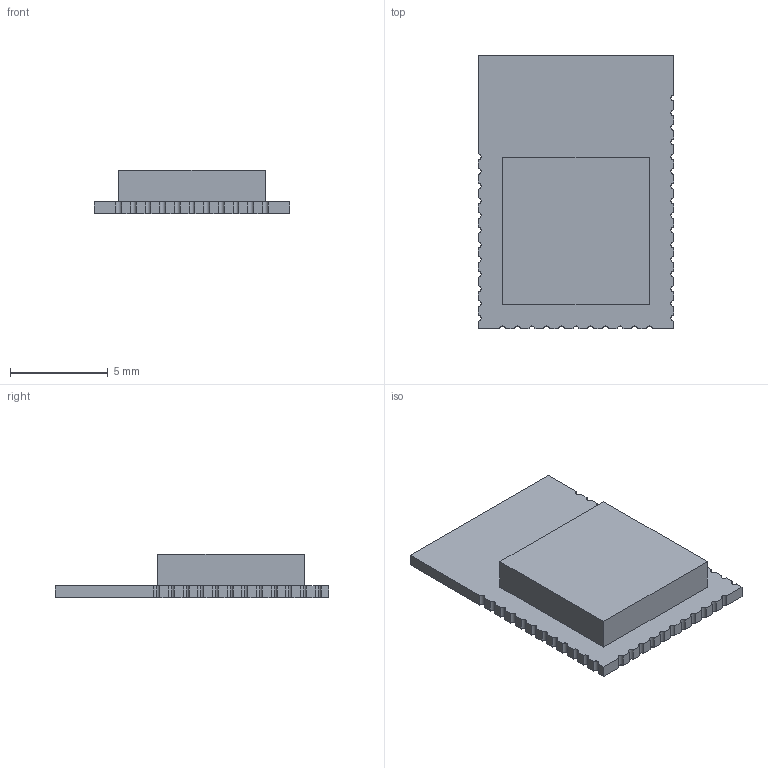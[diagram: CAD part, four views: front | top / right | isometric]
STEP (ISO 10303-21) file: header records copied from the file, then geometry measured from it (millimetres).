
FILE_DESCRIPTION(('FreeCAD Model'),'2;1');
FILE_NAME('laird-bl651.stp','2019-05-26T19:48:10',('Author'),(''), 'Open CASCADE STEP processor 6.8','FreeCAD','Unknown');
FILE_SCHEMA(('AUTOMOTIVE_DESIGN_CC2 { 1 2 10303 214 -1 1 5 4 }'));
Length unit declared in the file: millimetre
Products named in the file (1): Pocket002
Bounding box: 10 x 14 x 2.2 mm (x, y, z)
Volume: 173.2 mm3; surface area: 358.1 mm2
Topology: 1 solids, 1 shells, 101 faces, 294 edges, 196 vertices
Faces by surface type: cylinder 51, plane 50
Entity records: 7779 total; most frequent: CARTESIAN_POINT 1314, DIRECTION 1054, ORIENTED_EDGE 588, PCURVE 588, DEFINITIONAL_REPRESENTATION 588, LINE 544, VECTOR 544, EDGE_CURVE 294
